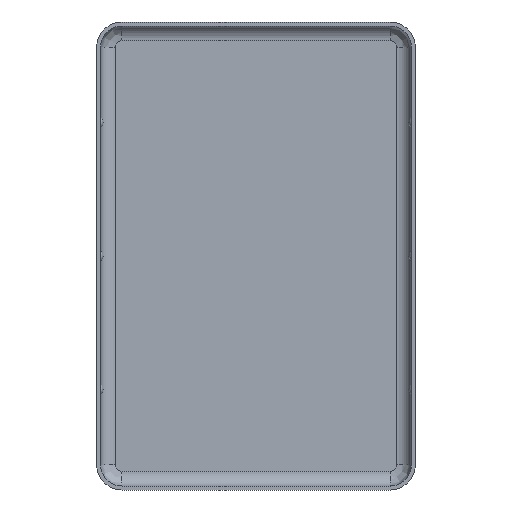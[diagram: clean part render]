
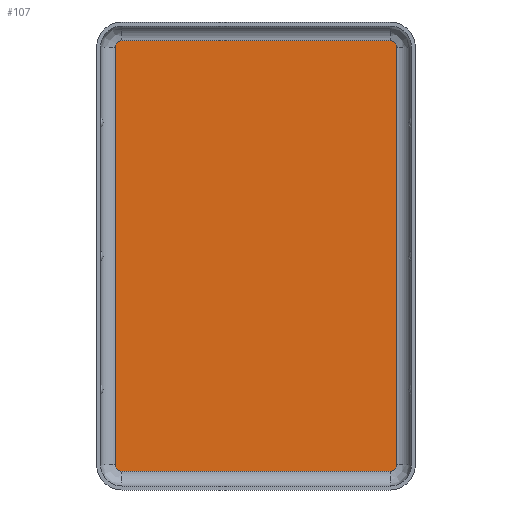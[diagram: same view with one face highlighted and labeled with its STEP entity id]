
A CAD part, front view. The second image highlights one B-rep face of the part: STEP entity #107.
In plain terms, the highlighted planar face has unit normal (0, -1, 0).
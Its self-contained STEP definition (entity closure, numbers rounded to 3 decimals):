
#107 = ADVANCED_FACE( 'NONE', ( #243 ), #244, .T. );
#243 = FACE_OUTER_BOUND( '', #492, .T. );
#244 = PLANE( '', #493 );
#492 = EDGE_LOOP( '', ( #816, #817, #818, #819, #820, #821, #822, #823 ) );
#493 = AXIS2_PLACEMENT_3D( '', #824, #825, #826 );
#816 = ORIENTED_EDGE( '', *, *, #1105, .F. );
#817 = ORIENTED_EDGE( '', *, *, #1107, .F. );
#818 = ORIENTED_EDGE( '', *, *, #1108, .F. );
#819 = ORIENTED_EDGE( '', *, *, #1082, .T. );
#820 = ORIENTED_EDGE( '', *, *, #1109, .T. );
#821 = ORIENTED_EDGE( '', *, *, #1110, .F. );
#822 = ORIENTED_EDGE( '', *, *, #1051, .T. );
#823 = ORIENTED_EDGE( '', *, *, #1100, .T. );
#824 = CARTESIAN_POINT( '', ( 10.05, 0., -15.65 ) );
#825 = DIRECTION( '', ( 0., -1., 0. ) );
#826 = DIRECTION( '', ( 0., 0., -1. ) );
#1051 = EDGE_CURVE( 'NONE', #1213, #1211, #1214, .T. );
#1082 = EDGE_CURVE( 'NONE', #1263, #1261, #1264, .T. );
#1100 = EDGE_CURVE( 'NONE', #1211, #1288, #1290, .T. );
#1105 = EDGE_CURVE( 'NONE', #1295, #1288, #1297, .T. );
#1107 = EDGE_CURVE( 'NONE', #1299, #1295, #1300, .T. );
#1108 = EDGE_CURVE( 'NONE', #1263, #1299, #1301, .T. );
#1109 = EDGE_CURVE( 'NONE', #1261, #1302, #1303, .T. );
#1110 = EDGE_CURVE( 'NONE', #1213, #1302, #1304, .T. );
#1211 = VERTEX_POINT( 'NONE', #1421 );
#1213 = VERTEX_POINT( 'NONE', #1423 );
#1214 = LINE( '', #1424, #1425 );
#1261 = VERTEX_POINT( 'NONE', #1482 );
#1263 = VERTEX_POINT( 'NONE', #1484 );
#1264 = CIRCLE( '', #1485, 0.5 );
#1288 = VERTEX_POINT( 'NONE', #1513 );
#1290 = CIRCLE( '', #1515, 0.5 );
#1295 = VERTEX_POINT( 'NONE', #1521 );
#1297 = LINE( '', #1523, #1524 );
#1299 = VERTEX_POINT( 'NONE', #1526 );
#1300 = CIRCLE( '', #1527, 0.5 );
#1301 = LINE( '', #1528, #1529 );
#1302 = VERTEX_POINT( 'NONE', #1530 );
#1303 = LINE( '', #1531, #1532 );
#1304 = CIRCLE( '', #1533, 0.5 );
#1421 = CARTESIAN_POINT( '', ( -10.55, 0., -15.65 ) );
#1423 = CARTESIAN_POINT( '', ( -10.55, 0., 15.65 ) );
#1424 = CARTESIAN_POINT( '', ( -10.55, 0., 0. ) );
#1425 = VECTOR( '', #1648, 1000. );
#1482 = CARTESIAN_POINT( '', ( 10.05, 0., 16.15 ) );
#1484 = CARTESIAN_POINT( '', ( 10.55, 0., 15.65 ) );
#1485 = AXIS2_PLACEMENT_3D( '', #1701, #1702, #1703 );
#1513 = CARTESIAN_POINT( '', ( -10.05, 0., -16.15 ) );
#1515 = AXIS2_PLACEMENT_3D( '', #1735, #1736, #1737 );
#1521 = CARTESIAN_POINT( '', ( 10.05, 0., -16.15 ) );
#1523 = CARTESIAN_POINT( '', ( 10.05, 0., -16.15 ) );
#1524 = VECTOR( '', #1742, 1000. );
#1526 = CARTESIAN_POINT( '', ( 10.55, 0., -15.65 ) );
#1527 = AXIS2_PLACEMENT_3D( '', #1743, #1744, #1745 );
#1528 = CARTESIAN_POINT( '', ( 10.55, 0., 0. ) );
#1529 = VECTOR( '', #1746, 1000. );
#1530 = CARTESIAN_POINT( '', ( -10.05, 0., 16.15 ) );
#1531 = CARTESIAN_POINT( '', ( 10.05, 0., 16.15 ) );
#1532 = VECTOR( '', #1747, 1000. );
#1533 = AXIS2_PLACEMENT_3D( '', #1748, #1749, #1750 );
#1648 = DIRECTION( '', ( 0., 0., -1. ) );
#1701 = CARTESIAN_POINT( '', ( 10.05, 0., 15.65 ) );
#1702 = DIRECTION( '', ( 0., -1., 0. ) );
#1703 = DIRECTION( '', ( 0., 0., -1. ) );
#1735 = CARTESIAN_POINT( '', ( -10.05, 0., -15.65 ) );
#1736 = DIRECTION( '', ( 0., -1., 0. ) );
#1737 = DIRECTION( '', ( 0., 0., 1. ) );
#1742 = DIRECTION( '', ( -1., 0., 0. ) );
#1743 = CARTESIAN_POINT( '', ( 10.05, 0., -15.65 ) );
#1744 = DIRECTION( '', ( 0., 1., 0. ) );
#1745 = DIRECTION( '', ( 0., 0., 1. ) );
#1746 = DIRECTION( '', ( 0., 0., -1. ) );
#1747 = DIRECTION( '', ( -1., 0., 0. ) );
#1748 = CARTESIAN_POINT( '', ( -10.05, 0., 15.65 ) );
#1749 = DIRECTION( '', ( 0., 1., 0. ) );
#1750 = DIRECTION( '', ( 0., 0., -1. ) );
